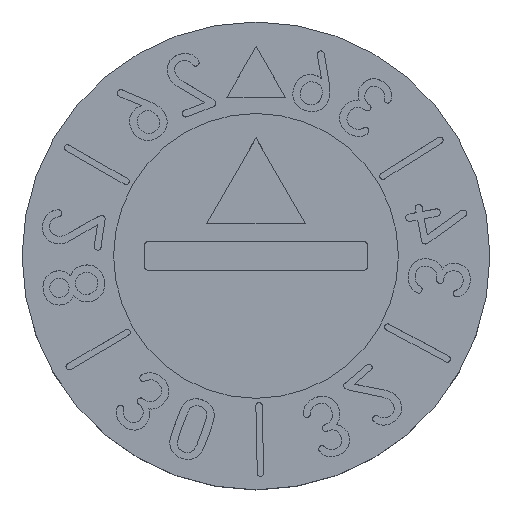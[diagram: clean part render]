
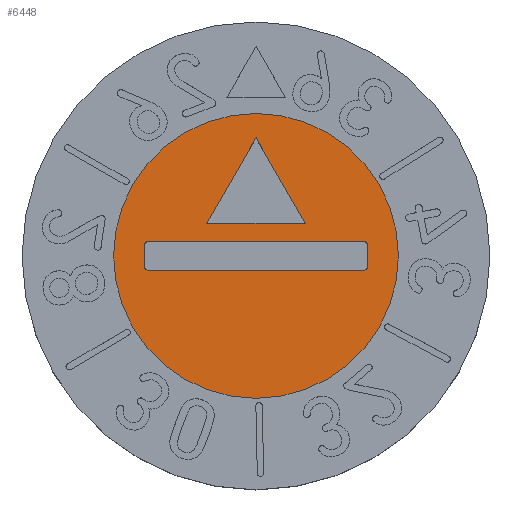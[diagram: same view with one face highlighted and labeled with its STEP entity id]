
A CAD part, top view. The second image highlights one B-rep face of the part: STEP entity #6448.
In plain terms, the highlighted planar face has unit normal (0, 0, 1).
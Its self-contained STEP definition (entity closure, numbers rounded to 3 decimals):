
#46=CIRCLE('',#6634,0.1);
#48=CIRCLE('',#6638,0.1);
#50=CIRCLE('',#6642,0.1);
#52=CIRCLE('',#6646,0.1);
#60=CIRCLE('',#6668,3.5);
#90=FACE_BOUND('',#951,.T.);
#91=FACE_BOUND('',#952,.T.);
#220=PLANE('',#6670);
#571=FACE_OUTER_BOUND('',#950,.T.);
#950=EDGE_LOOP('',(#5875));
#951=EDGE_LOOP('',(#5876,#5877,#5878));
#952=EDGE_LOOP('',(#5879,#5880,#5881,#5882,#5883,#5884,#5885,#5886));
#1418=LINE('',#12140,#1928);
#1422=LINE('',#12148,#1932);
#1425=LINE('',#12153,#1935);
#1427=LINE('',#12159,#1937);
#1432=LINE('',#12173,#1942);
#1436=LINE('',#12185,#1946);
#1440=LINE('',#12197,#1950);
#1928=VECTOR('',#7385,10.);
#1932=VECTOR('',#7391,10.);
#1935=VECTOR('',#7396,10.);
#1937=VECTOR('',#7402,10.);
#1942=VECTOR('',#7415,10.);
#1946=VECTOR('',#7427,10.);
#1950=VECTOR('',#7439,10.);
#2988=VERTEX_POINT('',#12138);
#2989=VERTEX_POINT('',#12139);
#2992=VERTEX_POINT('',#12147);
#2994=VERTEX_POINT('',#12157);
#2995=VERTEX_POINT('',#12158);
#2998=VERTEX_POINT('',#12166);
#3000=VERTEX_POINT('',#12172);
#3002=VERTEX_POINT('',#12178);
#3004=VERTEX_POINT('',#12184);
#3006=VERTEX_POINT('',#12190);
#3008=VERTEX_POINT('',#12196);
#3028=VERTEX_POINT('',#12263);
#3920=EDGE_CURVE('',#2988,#2989,#1418,.T.);
#3924=EDGE_CURVE('',#2992,#2988,#1422,.T.);
#3927=EDGE_CURVE('',#2989,#2992,#1425,.T.);
#3929=EDGE_CURVE('',#2994,#2995,#1427,.T.);
#3933=EDGE_CURVE('',#2998,#2994,#46,.T.);
#3936=EDGE_CURVE('',#3000,#2998,#1432,.T.);
#3939=EDGE_CURVE('',#3002,#3000,#48,.T.);
#3942=EDGE_CURVE('',#3004,#3002,#1436,.T.);
#3945=EDGE_CURVE('',#3006,#3004,#50,.T.);
#3948=EDGE_CURVE('',#3008,#3006,#1440,.T.);
#3951=EDGE_CURVE('',#2995,#3008,#52,.T.);
#3980=EDGE_CURVE('',#3028,#3028,#60,.T.);
#5875=ORIENTED_EDGE('',*,*,#3980,.T.);
#5876=ORIENTED_EDGE('',*,*,#3920,.T.);
#5877=ORIENTED_EDGE('',*,*,#3927,.T.);
#5878=ORIENTED_EDGE('',*,*,#3924,.T.);
#5879=ORIENTED_EDGE('',*,*,#3929,.T.);
#5880=ORIENTED_EDGE('',*,*,#3951,.T.);
#5881=ORIENTED_EDGE('',*,*,#3948,.T.);
#5882=ORIENTED_EDGE('',*,*,#3945,.T.);
#5883=ORIENTED_EDGE('',*,*,#3942,.T.);
#5884=ORIENTED_EDGE('',*,*,#3939,.T.);
#5885=ORIENTED_EDGE('',*,*,#3936,.T.);
#5886=ORIENTED_EDGE('',*,*,#3933,.T.);
#6448=ADVANCED_FACE('',(#571,#90,#91),#220,.T.);
#6634=AXIS2_PLACEMENT_3D('',#12167,#7408,#7409);
#6638=AXIS2_PLACEMENT_3D('',#12179,#7420,#7421);
#6642=AXIS2_PLACEMENT_3D('',#12191,#7432,#7433);
#6646=AXIS2_PLACEMENT_3D('',#12202,#7444,#7445);
#6668=AXIS2_PLACEMENT_3D('',#12264,#7509,#7510);
#6670=AXIS2_PLACEMENT_3D('',#12268,#7514,#7515);
#7385=DIRECTION('',(0.5,0.866,0.));
#7391=DIRECTION('',(-1.,0.,0.));
#7396=DIRECTION('',(0.5,-0.866,0.));
#7402=DIRECTION('',(0.,1.,0.));
#7408=DIRECTION('center_axis',(0.,0.,-1.));
#7409=DIRECTION('ref_axis',(-1.,0.,0.));
#7415=DIRECTION('',(-1.,0.,0.));
#7420=DIRECTION('center_axis',(0.,0.,-1.));
#7421=DIRECTION('ref_axis',(0.,-1.,0.));
#7427=DIRECTION('',(0.,-1.,0.));
#7432=DIRECTION('center_axis',(0.,0.,-1.));
#7433=DIRECTION('ref_axis',(1.,0.,0.));
#7439=DIRECTION('',(1.,0.,0.));
#7444=DIRECTION('center_axis',(0.,0.,-1.));
#7445=DIRECTION('ref_axis',(0.,1.,0.));
#7509=DIRECTION('center_axis',(0.,0.,1.));
#7510=DIRECTION('ref_axis',(1.,0.,0.));
#7514=DIRECTION('center_axis',(0.,0.,1.));
#7515=DIRECTION('ref_axis',(1.,0.,0.));
#12138=CARTESIAN_POINT('',(-1.212,0.8,3.5));
#12139=CARTESIAN_POINT('',(0.,2.9,3.5));
#12140=CARTESIAN_POINT('',(-1.234,0.763,3.5));
#12147=CARTESIAN_POINT('',(1.212,0.8,3.5));
#12148=CARTESIAN_POINT('',(0.606,0.8,3.5));
#12153=CARTESIAN_POINT('',(0.628,1.813,3.5));
#12157=CARTESIAN_POINT('',(-2.75,-0.25,3.5));
#12158=CARTESIAN_POINT('',(-2.75,0.25,3.5));
#12159=CARTESIAN_POINT('',(-2.75,-0.125,3.5));
#12166=CARTESIAN_POINT('',(-2.65,-0.35,3.5));
#12167=CARTESIAN_POINT('Origin',(-2.65,-0.25,3.5));
#12172=CARTESIAN_POINT('',(2.65,-0.35,3.5));
#12173=CARTESIAN_POINT('',(1.325,-0.35,3.5));
#12178=CARTESIAN_POINT('',(2.75,-0.25,3.5));
#12179=CARTESIAN_POINT('Origin',(2.65,-0.25,3.5));
#12184=CARTESIAN_POINT('',(2.75,0.25,3.5));
#12185=CARTESIAN_POINT('',(2.75,0.125,3.5));
#12190=CARTESIAN_POINT('',(2.65,0.35,3.5));
#12191=CARTESIAN_POINT('Origin',(2.65,0.25,3.5));
#12196=CARTESIAN_POINT('',(-2.65,0.35,3.5));
#12197=CARTESIAN_POINT('',(-1.325,0.35,3.5));
#12202=CARTESIAN_POINT('Origin',(-2.65,0.25,3.5));
#12263=CARTESIAN_POINT('',(-3.5,0.,3.5));
#12264=CARTESIAN_POINT('Origin',(0.,0.,3.5));
#12268=CARTESIAN_POINT('Origin',(0.,0.,3.5));
